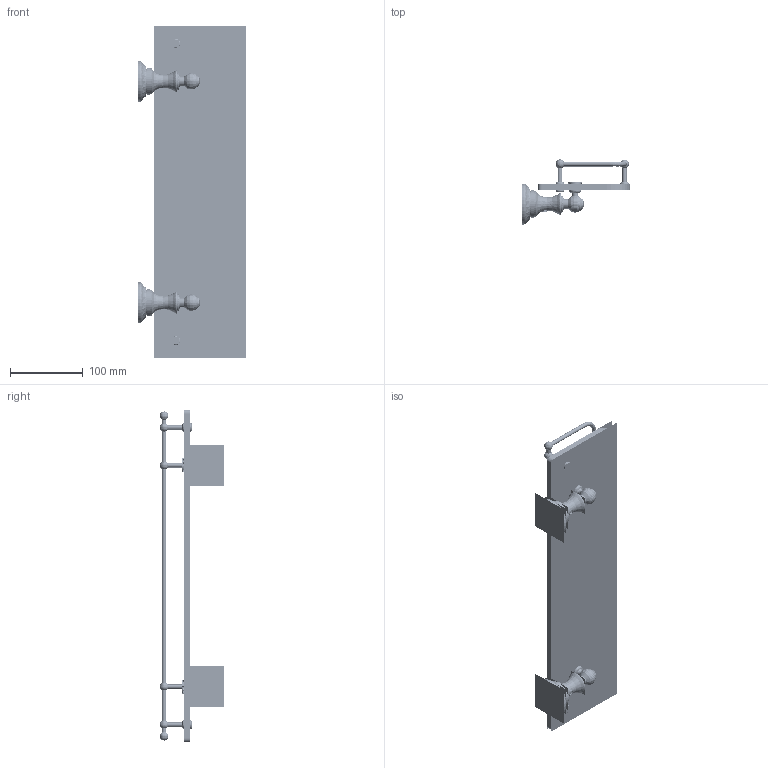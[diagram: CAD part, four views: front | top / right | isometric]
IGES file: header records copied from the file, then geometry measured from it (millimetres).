
Start section:  PTC IGES file: 5635t-18_asm.igs
Global section: file name: 5635t-18_asm.igs; native system: Creo Parametric by PTC Inc.; preprocessor: 2018400; author: jinson.thomas; organization: Unknown; date: 20190809.134110; units: inch
Bounding box: 149.56 x 89.03 x 457.2 mm (x, y, z)
Volume: 578076.8 mm3; surface area: 919560 mm2
Topology: 34 solids, 34 shells, 4124 faces, 21640 edges, 27688 vertices
Faces by surface type: revolution 2708, bspline 1416
